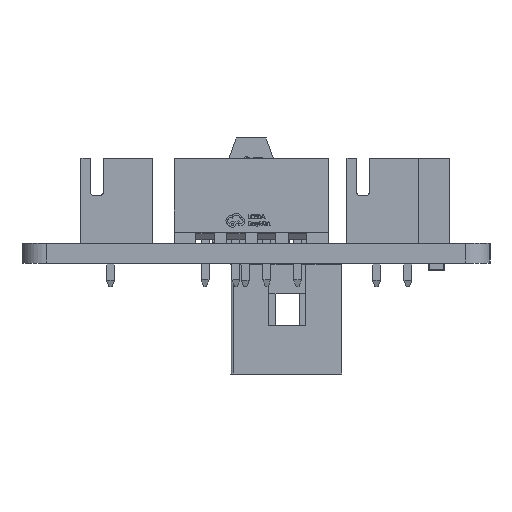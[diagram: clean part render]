
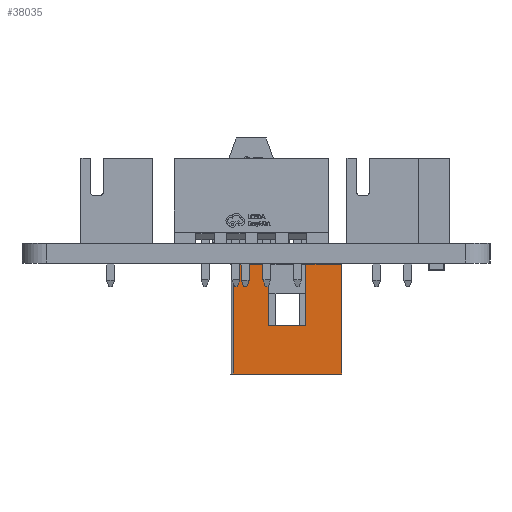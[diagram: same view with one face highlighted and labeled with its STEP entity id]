
A CAD part, left-side view. The second image highlights one B-rep face of the part: STEP entity #38035.
In plain terms, the highlighted face is planar.
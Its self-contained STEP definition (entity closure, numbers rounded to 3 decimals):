
#3160=PLANE('',#40302);
#5026=FACE_OUTER_BOUND('',#7205,.T.);
#7205=EDGE_LOOP('',(#32883,#32884,#32885,#32886,#32887,#32888,#32889,#32890));
#11208=LINE('',#63222,#15136);
#11209=LINE('',#63224,#15137);
#11210=LINE('',#63226,#15138);
#11211=LINE('',#63228,#15139);
#11212=LINE('',#63230,#15140);
#11213=LINE('',#63232,#15141);
#11214=LINE('',#63234,#15142);
#11215=LINE('',#63235,#15143);
#15136=VECTOR('',#47821,1.);
#15137=VECTOR('',#47822,1.);
#15138=VECTOR('',#47823,1.);
#15139=VECTOR('',#47824,1.);
#15140=VECTOR('',#47825,1.);
#15141=VECTOR('',#47826,1.);
#15142=VECTOR('',#47827,1.);
#15143=VECTOR('',#47828,1.);
#18613=VERTEX_POINT('',#63220);
#18614=VERTEX_POINT('',#63221);
#18615=VERTEX_POINT('',#63223);
#18616=VERTEX_POINT('',#63225);
#18617=VERTEX_POINT('',#63227);
#18618=VERTEX_POINT('',#63229);
#18619=VERTEX_POINT('',#63231);
#18620=VERTEX_POINT('',#63233);
#23496=EDGE_CURVE('',#18613,#18614,#11208,.T.);
#23497=EDGE_CURVE('',#18613,#18615,#11209,.T.);
#23498=EDGE_CURVE('',#18615,#18616,#11210,.T.);
#23499=EDGE_CURVE('',#18617,#18616,#11211,.T.);
#23500=EDGE_CURVE('',#18618,#18617,#11212,.T.);
#23501=EDGE_CURVE('',#18618,#18619,#11213,.T.);
#23502=EDGE_CURVE('',#18620,#18619,#11214,.T.);
#23503=EDGE_CURVE('',#18614,#18620,#11215,.T.);
#32883=ORIENTED_EDGE('',*,*,#23496,.F.);
#32884=ORIENTED_EDGE('',*,*,#23497,.T.);
#32885=ORIENTED_EDGE('',*,*,#23498,.T.);
#32886=ORIENTED_EDGE('',*,*,#23499,.F.);
#32887=ORIENTED_EDGE('',*,*,#23500,.F.);
#32888=ORIENTED_EDGE('',*,*,#23501,.T.);
#32889=ORIENTED_EDGE('',*,*,#23502,.F.);
#32890=ORIENTED_EDGE('',*,*,#23503,.F.);
#38035=ADVANCED_FACE('',(#5026),#3160,.T.);
#40302=AXIS2_PLACEMENT_3D('',#63219,#47819,#47820);
#47819=DIRECTION('center_axis',(1.,0.,0.));
#47820=DIRECTION('ref_axis',(0.,0.,-1.));
#47821=DIRECTION('',(0.,0.,1.));
#47822=DIRECTION('',(0.,1.,0.));
#47823=DIRECTION('',(0.,0.,1.));
#47824=DIRECTION('',(0.,1.,0.));
#47825=DIRECTION('',(0.,0.,1.));
#47826=DIRECTION('',(0.,1.,0.));
#47827=DIRECTION('',(0.,0.,-1.));
#47828=DIRECTION('',(0.,-1.,0.));
#63219=CARTESIAN_POINT('Origin',(15.23,-4.4,0.1));
#63220=CARTESIAN_POINT('',(15.23,1.5,0.1));
#63221=CARTESIAN_POINT('',(15.23,1.5,5.1));
#63222=CARTESIAN_POINT('',(15.23,1.5,5.1));
#63223=CARTESIAN_POINT('',(15.23,4.4,0.1));
#63224=CARTESIAN_POINT('',(15.23,-4.4,0.1));
#63225=CARTESIAN_POINT('',(15.23,4.4,9.));
#63226=CARTESIAN_POINT('',(15.23,4.4,0.1));
#63227=CARTESIAN_POINT('',(15.23,-4.4,9.));
#63228=CARTESIAN_POINT('',(15.23,-4.4,9.));
#63229=CARTESIAN_POINT('',(15.23,-4.4,0.1));
#63230=CARTESIAN_POINT('',(15.23,-4.4,0.1));
#63231=CARTESIAN_POINT('',(15.23,-1.5,0.1));
#63232=CARTESIAN_POINT('',(15.23,-4.4,0.1));
#63233=CARTESIAN_POINT('',(15.23,-1.5,5.1));
#63234=CARTESIAN_POINT('',(15.23,-1.5,5.1));
#63235=CARTESIAN_POINT('',(15.23,1.5,5.1));
